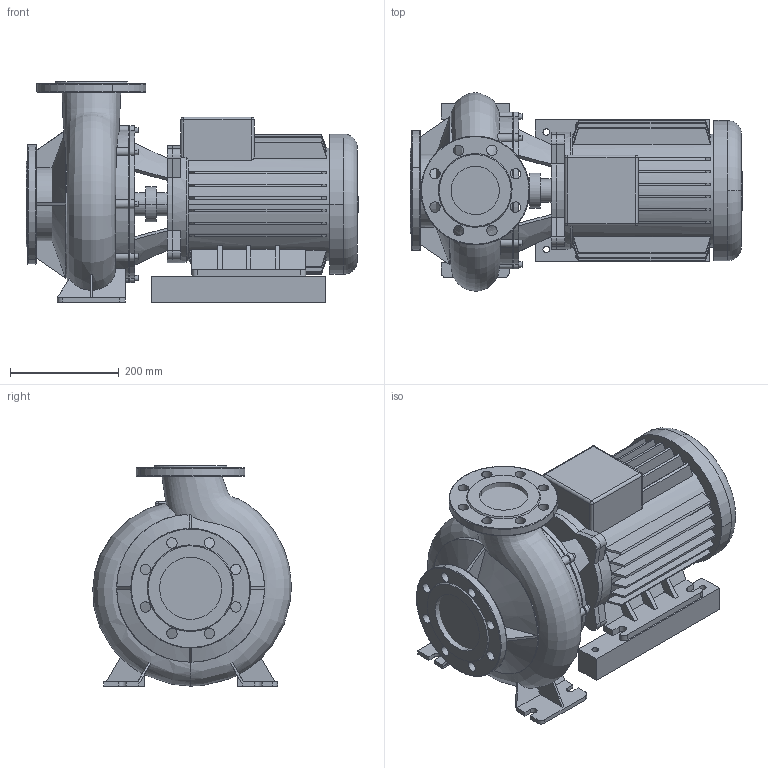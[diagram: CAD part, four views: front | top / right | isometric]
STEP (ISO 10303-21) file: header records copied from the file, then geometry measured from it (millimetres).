
FILE_DESCRIPTION((''),'2;1');
FILE_NAME('3d_BM80_150-11_2-2103526.stp','2011-01-26T14:45:55',(''),(''),'Mechanical Desktop 2008','Mechanical Desktop 2008',', , ');
FILE_SCHEMA(('CONFIG_CONTROL_DESIGN'));
Length unit declared in the file: millimetre
Products named in the file (1): Product
Bounding box: 610.5 x 364.99 x 405 mm (x, y, z)
Volume: 29993698.7 mm3; surface area: 1710996.5 mm2
Topology: 12 solids, 12 shells, 678 faces, 1763 edges, 1148 vertices
Faces by surface type: plane 313, bspline 204, cylinder 112, cone 43, sphere 4, torus 2
Entity records: 30634 total; most frequent: CARTESIAN_POINT 14699, ORIENTED_EDGE 3518, DIRECTION 2943, EDGE_CURVE 1759, VERTEX_POINT 1148, VECTOR 1039, LINE 1039, AXIS2_PLACEMENT_3D 952
